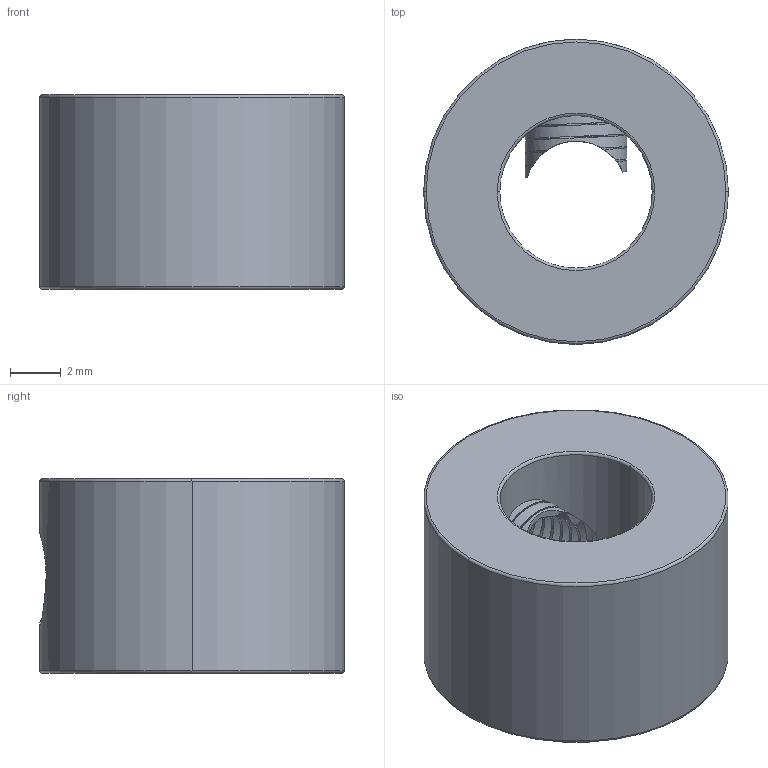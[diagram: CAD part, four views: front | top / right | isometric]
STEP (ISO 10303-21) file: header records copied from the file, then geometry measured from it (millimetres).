
FILE_DESCRIPTION (( 'STEP AP214' ), '1' );
FILE_NAME ('08-0032.STEP', '2021-05-04T08:26:46', ( '' ), ( '' ), 'SwSTEP 2.0', 'SolidWorks 2020', '' );
FILE_SCHEMA (( 'AUTOMOTIVE_DESIGN' ));
Length unit declared in the file: millimetre
Products named in the file (1): 08-0032
Bounding box: 12 x 12 x 7.65 mm (x, y, z)
Volume: 617.7 mm3; surface area: 670.6 mm2
Topology: 5 solids, 5 shells, 66 faces, 164 edges, 102 vertices
Faces by surface type: cylinder 29, bspline 26, torus 8, plane 3
Entity records: 11271 total; most frequent: CARTESIAN_POINT 10003, ORIENTED_EDGE 328, EDGE_CURVE 164, DIRECTION 150, VERTEX_POINT 102, EDGE_LOOP 70, AXIS2_PLACEMENT_3D 66, FACE_OUTER_BOUND 66
